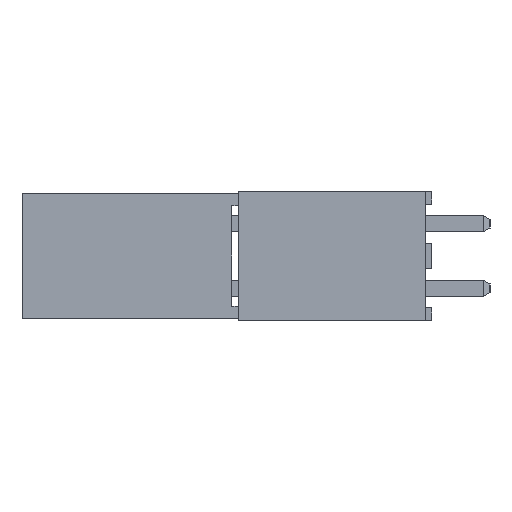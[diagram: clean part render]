
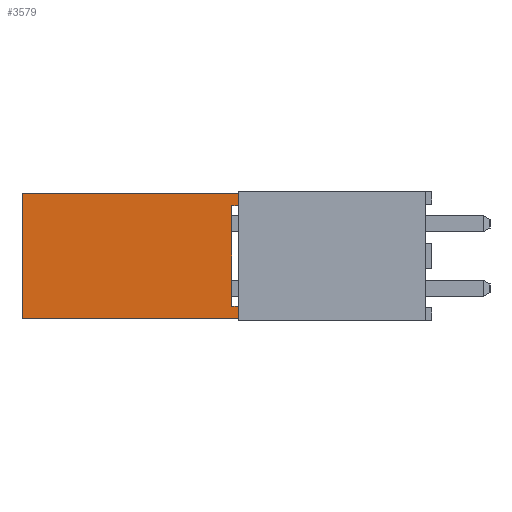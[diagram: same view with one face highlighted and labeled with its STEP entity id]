
A CAD part, left-side view. The second image highlights one B-rep face of the part: STEP entity #3579.
In plain terms, the highlighted planar face has unit normal (-1, 0, 0).
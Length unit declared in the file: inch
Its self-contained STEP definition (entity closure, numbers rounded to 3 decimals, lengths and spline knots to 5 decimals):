
#3579 = ADVANCED_FACE( '', ( #8040 ), #8041, .F. );
#8040 = FACE_OUTER_BOUND( '', #13320, .T. );
#8041 = PLANE( '', #13321 );
#13320 = EDGE_LOOP( '', ( #23708, #23709, #23710, #23711, #23712, #23713, #23714, #23715 ) );
#13321 = AXIS2_PLACEMENT_3D( '', #23716, #23717, #23718 );
#23708 = ORIENTED_EDGE( '', *, *, #34045, .T. );
#23709 = ORIENTED_EDGE( '', *, *, #35611, .T. );
#23710 = ORIENTED_EDGE( '', *, *, #35612, .F. );
#23711 = ORIENTED_EDGE( '', *, *, #34406, .F. );
#23712 = ORIENTED_EDGE( '', *, *, #35613, .T. );
#23713 = ORIENTED_EDGE( '', *, *, #32564, .T. );
#23714 = ORIENTED_EDGE( '', *, *, #32659, .T. );
#23715 = ORIENTED_EDGE( '', *, *, #35614, .T. );
#23716 = CARTESIAN_POINT( '', ( 0., 0.335, -0.0975 ) );
#23717 = DIRECTION( '', ( 1., 0., 0. ) );
#23718 = DIRECTION( '', ( 0., 0., -1. ) );
#32564 = EDGE_CURVE( '', #39580, #39578, #39581, .T. );
#32659 = EDGE_CURVE( '', #39578, #39741, #39743, .T. );
#34045 = EDGE_CURVE( '', #41983, #41987, #41989, .T. );
#34406 = EDGE_CURVE( '', #42558, #42560, #42561, .T. );
#35611 = EDGE_CURVE( '', #41987, #44241, #44242, .T. );
#35612 = EDGE_CURVE( '', #42560, #44241, #44243, .T. );
#35613 = EDGE_CURVE( '', #42558, #39580, #44244, .T. );
#35614 = EDGE_CURVE( '', #39741, #41983, #44245, .T. );
#39578 = VERTEX_POINT( '', #49522 );
#39580 = VERTEX_POINT( '', #49525 );
#39581 = LINE( '', #49526, #49527 );
#39741 = VERTEX_POINT( '', #49760 );
#39743 = LINE( '', #49763, #49764 );
#41983 = VERTEX_POINT( '', #53052 );
#41987 = VERTEX_POINT( '', #53058 );
#41989 = LINE( '', #53061, #53062 );
#42558 = VERTEX_POINT( '', #53923 );
#42560 = VERTEX_POINT( '', #53926 );
#42561 = LINE( '', #53927, #53928 );
#44241 = VERTEX_POINT( '', #56468 );
#44242 = LINE( '', #56469, #56470 );
#44243 = LINE( '', #56471, #56472 );
#44244 = LINE( '', #56473, #56474 );
#44245 = LINE( '', #56475, #56476 );
#49522 = CARTESIAN_POINT( '', ( 0., 0., -0.0775 ) );
#49525 = CARTESIAN_POINT( '', ( 0., 0., -0.0975 ) );
#49526 = CARTESIAN_POINT( '', ( 0., 0., -0.0975 ) );
#49527 = VECTOR( '', #61072, 39.37008 );
#49760 = CARTESIAN_POINT( '', ( 0., 0.01, -0.0775 ) );
#49763 = CARTESIAN_POINT( '', ( 0., 0., -0.0775 ) );
#49764 = VECTOR( '', #61150, 39.37008 );
#53052 = CARTESIAN_POINT( '', ( 0., 0.01, 0.0775 ) );
#53058 = CARTESIAN_POINT( '', ( 0., 0., 0.0775 ) );
#53061 = CARTESIAN_POINT( '', ( 0., 0.01, 0.0775 ) );
#53062 = VECTOR( '', #62268, 39.37008 );
#53923 = CARTESIAN_POINT( '', ( 0., 0.335, -0.0975 ) );
#53926 = CARTESIAN_POINT( '', ( 0., 0.335, 0.0975 ) );
#53927 = CARTESIAN_POINT( '', ( 0., 0.335, -0.0975 ) );
#53928 = VECTOR( '', #62577, 39.37008 );
#56468 = CARTESIAN_POINT( '', ( 0., 0., 0.0975 ) );
#56469 = CARTESIAN_POINT( '', ( 0., 0., -0.0975 ) );
#56470 = VECTOR( '', #63486, 39.37008 );
#56471 = CARTESIAN_POINT( '', ( 0., 0.335, 0.0975 ) );
#56472 = VECTOR( '', #63487, 39.37008 );
#56473 = CARTESIAN_POINT( '', ( 0., 0.335, -0.0975 ) );
#56474 = VECTOR( '', #63488, 39.37008 );
#56475 = CARTESIAN_POINT( '', ( 0., 0.01, -0.0775 ) );
#56476 = VECTOR( '', #63489, 39.37008 );
#61072 = DIRECTION( '', ( 0., 0., 1. ) );
#61150 = DIRECTION( '', ( 0., 1., 0. ) );
#62268 = DIRECTION( '', ( 0., -1., 0. ) );
#62577 = DIRECTION( '', ( 0., 0., 1. ) );
#63486 = DIRECTION( '', ( 0., 0., 1. ) );
#63487 = DIRECTION( '', ( 0., -1., 0. ) );
#63488 = DIRECTION( '', ( 0., -1., 0. ) );
#63489 = DIRECTION( '', ( 0., 0., 1. ) );
